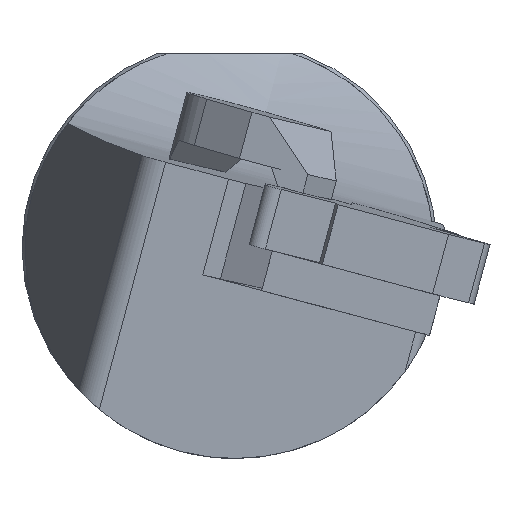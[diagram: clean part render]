
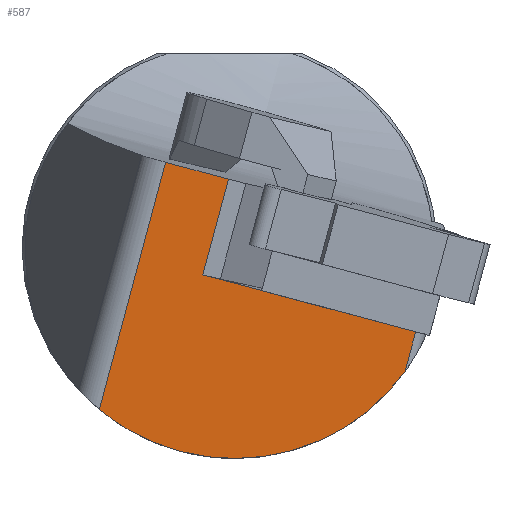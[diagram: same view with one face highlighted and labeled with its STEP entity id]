
A CAD part, left-side view. The second image highlights one B-rep face of the part: STEP entity #587.
In plain terms, the highlighted planar face has unit normal (-1, 0.007, -0.025).
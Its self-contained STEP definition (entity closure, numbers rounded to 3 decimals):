
#521=ELLIPSE('',#1676,16.256,16.25);
#547=B_SPLINE_CURVE_WITH_KNOTS('',3,(#2342,#2343,#2344,#2345),
 .UNSPECIFIED.,.F.,.F.,(4,4),(0.,1.),.UNSPECIFIED.);
#587=ADVANCED_FACE('',(#693),#638,.T.);
#638=PLANE('',#1706);
#693=FACE_OUTER_BOUND('',#759,.T.);
#759=EDGE_LOOP('',(#988,#989,#990,#991,#992,#993,#994));
#988=ORIENTED_EDGE('',*,*,#1316,.F.);
#989=ORIENTED_EDGE('',*,*,#1364,.F.);
#990=ORIENTED_EDGE('',*,*,#1365,.F.);
#991=ORIENTED_EDGE('',*,*,#1306,.F.);
#992=ORIENTED_EDGE('',*,*,#1366,.F.);
#993=ORIENTED_EDGE('',*,*,#1343,.F.);
#994=ORIENTED_EDGE('',*,*,#1363,.T.);
#1181=VERTEX_POINT('',#2153);
#1183=VERTEX_POINT('',#2157);
#1192=VERTEX_POINT('',#2187);
#1193=VERTEX_POINT('',#2189);
#1213=VERTEX_POINT('',#2341);
#1214=VERTEX_POINT('',#2346);
#1224=VERTEX_POINT('',#2621);
#1306=EDGE_CURVE('',#1183,#1181,#1465,.T.);
#1316=EDGE_CURVE('',#1192,#1193,#521,.T.);
#1343=EDGE_CURVE('',#1213,#1214,#547,.T.);
#1363=EDGE_CURVE('',#1213,#1193,#1481,.T.);
#1364=EDGE_CURVE('',#1224,#1192,#1482,.T.);
#1365=EDGE_CURVE('',#1181,#1224,#1483,.T.);
#1366=EDGE_CURVE('',#1214,#1183,#1484,.T.);
#1465=LINE('',#2158,#1575);
#1481=LINE('',#2618,#1591);
#1482=LINE('',#2620,#1592);
#1483=LINE('',#2622,#1593);
#1484=LINE('',#2623,#1594);
#1575=VECTOR('',#1821,1.);
#1591=VECTOR('',#1901,1.);
#1592=VECTOR('',#1904,1.);
#1593=VECTOR('',#1905,1.);
#1594=VECTOR('',#1906,1.);
#1676=AXIS2_PLACEMENT_3D('',#2188,#1835,#1836);
#1706=AXIS2_PLACEMENT_3D('',#2624,#1907,#1908);
#1821=DIRECTION('',(0.,-0.966,-0.259));
#1835=DIRECTION('',(1.,-0.007,0.025));
#1836=DIRECTION('',(-0.026,-0.259,0.966));
#1901=DIRECTION('',(0.026,0.259,-0.966));
#1904=DIRECTION('',(0.026,0.259,-0.966));
#1905=DIRECTION('',(0.,-0.966,-0.259));
#1906=DIRECTION('',(0.026,0.259,-0.966));
#1907=DIRECTION('',(-1.,0.007,-0.025));
#1908=DIRECTION('',(-0.025,0.,1.));
#2153=CARTESIAN_POINT('',(0.903,-2.496,-3.289));
#2157=CARTESIAN_POINT('',(0.903,2.046,-2.072));
#2158=CARTESIAN_POINT('',(0.903,6.9,-0.771));
#2187=CARTESIAN_POINT('',(0.987,-13.555,-9.539));
#2188=CARTESIAN_POINT('',(0.834,-0.4,0.));
#2189=CARTESIAN_POINT('',(1.22,10.032,-12.459));
#2341=CARTESIAN_POINT('',(0.703,4.923,6.606));
#2342=CARTESIAN_POINT('',(0.703,4.923,6.606));
#2343=CARTESIAN_POINT('',(0.703,3.305,6.173));
#2344=CARTESIAN_POINT('',(0.703,1.687,5.739));
#2345=CARTESIAN_POINT('',(0.703,0.069,5.306));
#2346=CARTESIAN_POINT('',(0.703,0.069,5.306));
#2618=CARTESIAN_POINT('',(-8.162,-82.703,333.631));
#2620=CARTESIAN_POINT('',(-8.162,-103.98,327.93));
#2621=CARTESIAN_POINT('',(0.903,-14.377,-6.472));
#2622=CARTESIAN_POINT('',(0.903,6.9,-0.771));
#2623=CARTESIAN_POINT('',(-8.162,-87.557,332.331));
#2624=CARTESIAN_POINT('',(-8.162,-82.703,333.631));
